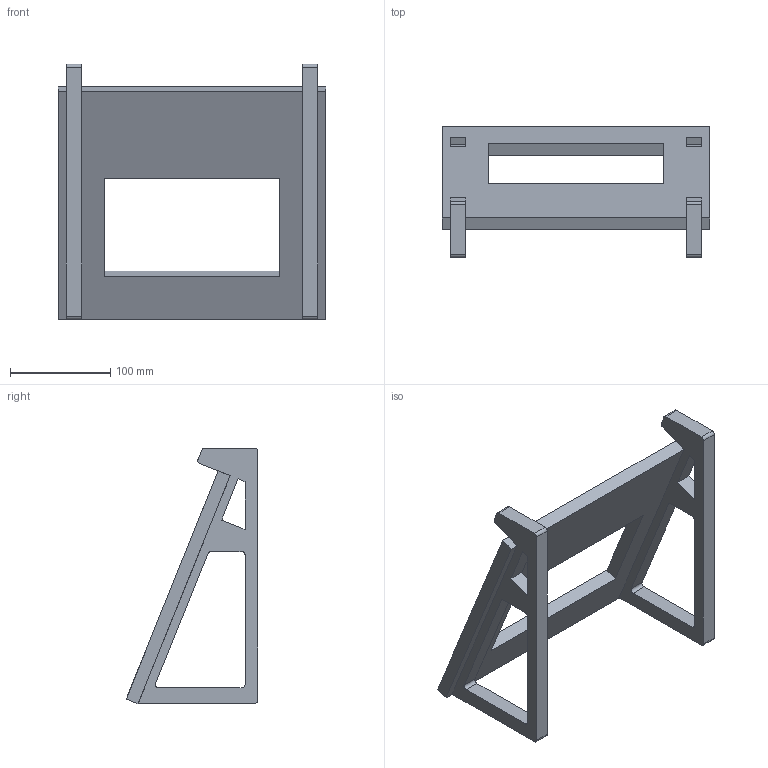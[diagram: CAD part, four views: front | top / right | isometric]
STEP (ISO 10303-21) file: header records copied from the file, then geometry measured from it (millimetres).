
FILE_DESCRIPTION(/* description */ (''),/* implementation_level */ '2;1');
FILE_NAME(/* name */ 'laptopstand v28.step',/* time_stamp */ '2018-06-04T12:08:27-04:00',/* author */ ('francoisauclair'),/* organization */ (''),/* preprocessor_version */ 'ST-DEVELOPER v17',/* originating_system */ 'Autodesk Translation Framework v7.1.0.215',/* authorisation */ '');
FILE_SCHEMA (('AUTOMOTIVE_DESIGN { 1 0 10303 214 3 1 1 }'));
Length unit declared in the file: inch
Products named in the file (3): laptopstand; leg; top
Assembly tree (3 placements, depth 2):
  laptopstand
    leg  x2
    top
Bounding box: 266.62 x 131.03 x 254.57 mm (x, y, z)
Volume: 851388.1 mm3; surface area: 189727.2 mm2
Topology: 3 solids, 3 shells, 90 faces, 252 edges, 168 vertices
Faces by surface type: plane 74, cylinder 16
Entity records: 1965 total; most frequent: CARTESIAN_POINT 334, ORIENTED_EDGE 324, DIRECTION 306, EDGE_CURVE 162, LINE 146, VECTOR 146, VERTEX_POINT 108, AXIS2_PLACEMENT_3D 80
